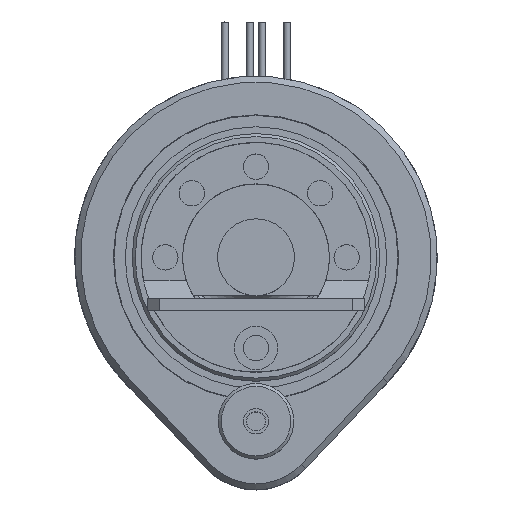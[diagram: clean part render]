
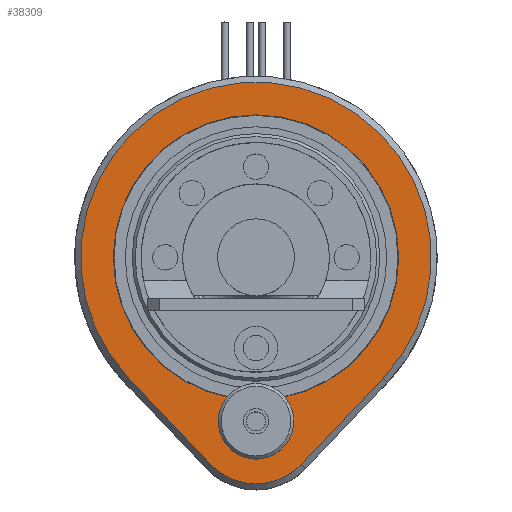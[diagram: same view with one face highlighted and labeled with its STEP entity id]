
A CAD part, top view. The second image highlights one B-rep face of the part: STEP entity #38309.
In plain terms, the highlighted planar face has unit normal (0, 0, 1).
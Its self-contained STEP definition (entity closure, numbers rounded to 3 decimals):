
#327=FACE_BOUND('',#11450,.T.);
#949=PLANE('',#43697);
#2911=LINE('',#69068,#5068);
#2914=LINE('',#69077,#5071);
#5068=VECTOR('',#56381,10.);
#5071=VECTOR('',#56392,10.);
#9081=FACE_OUTER_BOUND('',#11449,.T.);
#11449=EDGE_LOOP('',(#34716,#34717,#34718,#34719));
#11450=EDGE_LOOP('',(#34720,#34721,#34722));
#14797=CIRCLE('',#43687,29.);
#14799=CIRCLE('',#43691,10.324);
#14802=CIRCLE('',#43698,3.505);
#14803=CIRCLE('',#43699,23.6);
#14804=CIRCLE('',#43700,23.6);
#18411=VERTEX_POINT('',#69057);
#18412=VERTEX_POINT('',#69059);
#18415=VERTEX_POINT('',#69066);
#18417=VERTEX_POINT('',#69072);
#18421=VERTEX_POINT('',#69090);
#18422=VERTEX_POINT('',#69091);
#18423=VERTEX_POINT('',#69093);
#23909=EDGE_CURVE('',#18411,#18412,#14797,.T.);
#23913=EDGE_CURVE('',#18415,#18411,#2911,.T.);
#23916=EDGE_CURVE('',#18417,#18415,#14799,.T.);
#23918=EDGE_CURVE('',#18412,#18417,#2914,.T.);
#23925=EDGE_CURVE('',#18421,#18422,#14802,.T.);
#23926=EDGE_CURVE('',#18422,#18423,#14803,.T.);
#23927=EDGE_CURVE('',#18423,#18421,#14804,.T.);
#34716=ORIENTED_EDGE('',*,*,#23909,.F.);
#34717=ORIENTED_EDGE('',*,*,#23913,.F.);
#34718=ORIENTED_EDGE('',*,*,#23916,.F.);
#34719=ORIENTED_EDGE('',*,*,#23918,.F.);
#34720=ORIENTED_EDGE('',*,*,#23925,.T.);
#34721=ORIENTED_EDGE('',*,*,#23926,.T.);
#34722=ORIENTED_EDGE('',*,*,#23927,.T.);
#38309=ADVANCED_FACE('',(#9081,#327),#949,.T.);
#43687=AXIS2_PLACEMENT_3D('',#69060,#56373,#56374);
#43691=AXIS2_PLACEMENT_3D('',#69074,#56386,#56387);
#43697=AXIS2_PLACEMENT_3D('',#69089,#56404,#56405);
#43698=AXIS2_PLACEMENT_3D('',#69092,#56406,#56407);
#43699=AXIS2_PLACEMENT_3D('',#69094,#56408,#56409);
#43700=AXIS2_PLACEMENT_3D('',#69095,#56410,#56411);
#56373=DIRECTION('center_axis',(0.,0.,-1.));
#56374=DIRECTION('ref_axis',(-0.725,0.689,0.));
#56381=DIRECTION('',(-0.689,0.725,0.));
#56386=DIRECTION('center_axis',(0.,0.,-1.));
#56387=DIRECTION('ref_axis',(-0.725,-0.689,0.));
#56392=DIRECTION('',(-0.689,-0.725,0.));
#56404=DIRECTION('center_axis',(0.,0.,1.));
#56405=DIRECTION('ref_axis',(-1.,0.,0.));
#56406=DIRECTION('center_axis',(0.,0.,-1.));
#56407=DIRECTION('ref_axis',(-1.,0.,0.));
#56408=DIRECTION('center_axis',(0.,0.,-1.));
#56409=DIRECTION('ref_axis',(-1.,0.,0.));
#56410=DIRECTION('center_axis',(0.,0.,-1.));
#56411=DIRECTION('ref_axis',(-1.,0.,0.));
#69057=CARTESIAN_POINT('',(-21.014,25.015,13.55));
#69059=CARTESIAN_POINT('',(21.014,25.015,13.55));
#69060=CARTESIAN_POINT('Origin',(0.,45.,13.55));
#69066=CARTESIAN_POINT('',(-7.481,10.785,13.55));
#69068=CARTESIAN_POINT('',(-14.248,17.9,13.55));
#69072=CARTESIAN_POINT('',(7.481,10.785,13.55));
#69074=CARTESIAN_POINT('Origin',(0.,17.9,13.55));
#69077=CARTESIAN_POINT('',(21.014,25.015,13.55));
#69089=CARTESIAN_POINT('Origin',(0.,45.,13.55));
#69090=CARTESIAN_POINT('',(0.175,21.401,13.55));
#69091=CARTESIAN_POINT('',(-0.175,21.401,13.55));
#69092=CARTESIAN_POINT('Origin',(0.,17.9,13.55));
#69093=CARTESIAN_POINT('',(23.6,45.,13.55));
#69094=CARTESIAN_POINT('Origin',(0.,45.,13.55));
#69095=CARTESIAN_POINT('Origin',(0.,45.,13.55));
